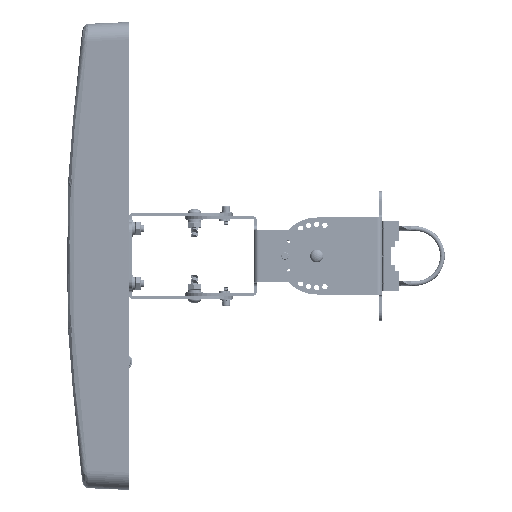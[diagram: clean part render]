
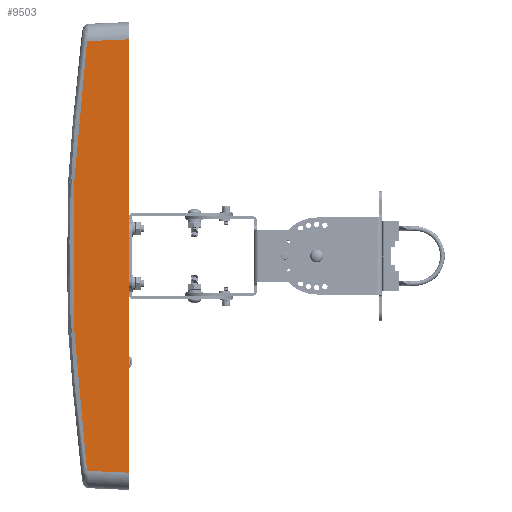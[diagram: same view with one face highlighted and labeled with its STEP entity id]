
A CAD part, left-side view. The second image highlights one B-rep face of the part: STEP entity #9503.
In plain terms, the highlighted planar face has unit normal (-0.999, 0.044, 0).
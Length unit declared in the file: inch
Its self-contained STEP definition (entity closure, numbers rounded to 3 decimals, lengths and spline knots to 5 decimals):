
#4158 = AXIS2_PLACEMENT_3D ( 'NONE', #59176, #81211, #89282 ) ;
#7309 = CARTESIAN_POINT ( 'NONE',  ( -12.03586, 2.06414, -5.86967 ) ) ;
#8593 = CARTESIAN_POINT ( 'NONE',  ( -12.03177, 2.15781, 4.4966 ) ) ;
#9503 = ADVANCED_FACE ( 'NONE', ( #90611 ), #110677, .F. ) ;
#16011 = CARTESIAN_POINT ( 'NONE',  ( -12.02494, 2.31432, -0.73478 ) ) ;
#18015 = CARTESIAN_POINT ( 'NONE',  ( -12.03057, 2.18533, -4.08413 ) ) ;
#27372 = CARTESIAN_POINT ( 'NONE',  ( -12.04104, 1.94565, 6.9638 ) ) ;
#28022 = CARTESIAN_POINT ( 'NONE',  ( -12.03579, 2.06576, 5.68551 ) ) ;
#28130 = LINE ( 'NONE', #81567, #80146 ) ;
#29952 = EDGE_CURVE ( 'NONE', #100657, #93500, #126623, .T. ) ;
#30137 = ORIENTED_EDGE ( 'NONE', *, *, #42190, .T. ) ;
#33466 = CARTESIAN_POINT ( 'NONE',  ( -12.0511, 1.71502, 8.78406 ) ) ;
#34079 = CARTESIAN_POINT ( 'NONE',  ( -12.12598, 0., 8.85894 ) ) ;
#36721 = CARTESIAN_POINT ( 'NONE',  ( -12.04675, 1.81473, 8.0567 ) ) ;
#42190 = EDGE_CURVE ( 'NONE', #93500, #120169, #95361, .T. ) ;
#46734 = CARTESIAN_POINT ( 'NONE',  ( -12.03096, 2.17638, -4.22169 ) ) ;
#47401 = CARTESIAN_POINT ( 'NONE',  ( -12.0424, 1.91444, -7.32933 ) ) ;
#48061 = CARTESIAN_POINT ( 'NONE',  ( -12.03248, 2.14156, 4.72538 ) ) ;
#49371 = CARTESIAN_POINT ( 'NONE',  ( -12.02576, 2.29555, -1.83647 ) ) ;
#59176 = CARTESIAN_POINT ( 'NONE',  ( -12.12598, 0., 9.9389 ) ) ;
#59421 = CARTESIAN_POINT ( 'NONE',  ( -12.0511, 1.71502, 8.78406 ) ) ;
#60629 = CARTESIAN_POINT ( 'NONE',  ( -12.0511, 1.71502, -8.78406 ) ) ;
#63005 = VERTEX_POINT ( 'NONE', #121736 ) ;
#66354 = ORIENTED_EDGE ( 'NONE', *, *, #126191, .T. ) ;
#68714 = ORIENTED_EDGE ( 'NONE', *, *, #29952, .T. ) ;
#68811 = CARTESIAN_POINT ( 'NONE',  ( -12.02815, 2.24078, -3.12104 ) ) ;
#77536 = CARTESIAN_POINT ( 'NONE',  ( -12.03353, 2.11765, 5.04556 ) ) ;
#79505 = CARTESIAN_POINT ( 'NONE',  ( -12.03205, 2.15137, 4.58812 ) ) ;
#80146 = VECTOR ( 'NONE', #91617, 39.37008 ) ;
#80158 = CARTESIAN_POINT ( 'NONE',  ( -12.02712, 2.26425, 2.93788 ) ) ;
#81211 = DIRECTION ( 'NONE',  ( 0.999, -0.044, 0. ) ) ;
#81567 = CARTESIAN_POINT ( 'NONE',  ( -12.12598, 0., 8.85894 ) ) ;
#86248 = CARTESIAN_POINT ( 'NONE',  ( -12.07606, 1.14335, 8.80902 ) ) ;
#88236 = CARTESIAN_POINT ( 'NONE',  ( -12.0511, 1.71502, -8.78406 ) ) ;
#89282 = DIRECTION ( 'NONE',  ( 0., 0., -1. ) ) ;
#90195 = CARTESIAN_POINT ( 'NONE',  ( -12.03123, 2.17031, -4.3134 ) ) ;
#90611 = FACE_OUTER_BOUND ( 'NONE', #118986, .T. ) ;
#91617 = DIRECTION ( 'NONE',  ( 0., 0., -1. ) ) ;
#93500 = VERTEX_POINT ( 'NONE', #115077 ) ;
#94503 = ORIENTED_EDGE ( 'NONE', *, *, #116424, .F. ) ;
#95361 = B_SPLINE_CURVE_WITH_KNOTS ( 'NONE', 3,
 ( #60629, #96019, #114120, #106051 ),
 .UNSPECIFIED., .F., .F.,
 ( 4, 4 ),
 ( 0., 1. ),
 .UNSPECIFIED. ) ;
#95633 = CARTESIAN_POINT ( 'NONE',  ( -12.0511, 1.71502, 8.78406 ) ) ;
#96019 = CARTESIAN_POINT ( 'NONE',  ( -12.07606, 1.14335, -8.80902 ) ) ;
#97601 = CARTESIAN_POINT ( 'NONE',  ( -12.03163, 2.16098, 4.45091 ) ) ;
#100091 = B_SPLINE_CURVE_WITH_KNOTS ( 'NONE', 3,
 ( #34079, #117022, #86248, #95633 ),
 .UNSPECIFIED., .F., .F.,
 ( 4, 4 ),
 ( 0., 1. ),
 .UNSPECIFIED. ) ;
#100657 = VERTEX_POINT ( 'NONE', #33466 ) ;
#106051 = CARTESIAN_POINT ( 'NONE',  ( -12.12598, 0., -8.85894 ) ) ;
#109631 = CARTESIAN_POINT ( 'NONE',  ( -12.0297, 2.20518, -3.76313 ) ) ;
#110677 = PLANE ( 'NONE',  #4158 ) ;
#114120 = CARTESIAN_POINT ( 'NONE',  ( -12.10102, 0.57167, -8.83398 ) ) ;
#115077 = CARTESIAN_POINT ( 'NONE',  ( -12.0511, 1.71502, -8.78406 ) ) ;
#116424 = EDGE_CURVE ( 'NONE', #63005, #120169, #28130, .T. ) ;
#117022 = CARTESIAN_POINT ( 'NONE',  ( -12.10102, 0.57167, 8.83398 ) ) ;
#118986 = EDGE_LOOP ( 'NONE', ( #30137, #94503, #66354, #68714 ) ) ;
#118999 = CARTESIAN_POINT ( 'NONE',  ( -12.02494, 2.31432, 1.46948 ) ) ;
#120169 = VERTEX_POINT ( 'NONE', #125193 ) ;
#120315 = CARTESIAN_POINT ( 'NONE',  ( -12.03136, 2.16723, -4.35933 ) ) ;
#121736 = CARTESIAN_POINT ( 'NONE',  ( -12.12598, 0., 8.85894 ) ) ;
#125193 = CARTESIAN_POINT ( 'NONE',  ( -12.12598, 0., -8.85894 ) ) ;
#126191 = EDGE_CURVE ( 'NONE', #63005, #100657, #100091, .T. ) ;
#126623 = B_SPLINE_CURVE_WITH_KNOTS ( 'NONE', 3,
 ( #59421, #36721, #27372, #28022, #77536, #48061, #79505, #8593, #97601, #80158, #118999, #16011, #49371, #68811, #109631, #18015, #46734, #90195, #120315, #7309, #47401, #88236 ),
 .UNSPECIFIED., .F., .F.,
 ( 4, 1, 1, 1, 1, 2, 2, 2, 1, 1, 1, 1, 2, 2, 4 ),
 ( 0., 0.125, 0.1875, 0.21875, 0.23438, 0.24219, 0.25, 0.5, 0.625, 0.6875, 0.71875, 0.73437, 0.74219, 0.75, 1. ),
 .UNSPECIFIED. ) ;
